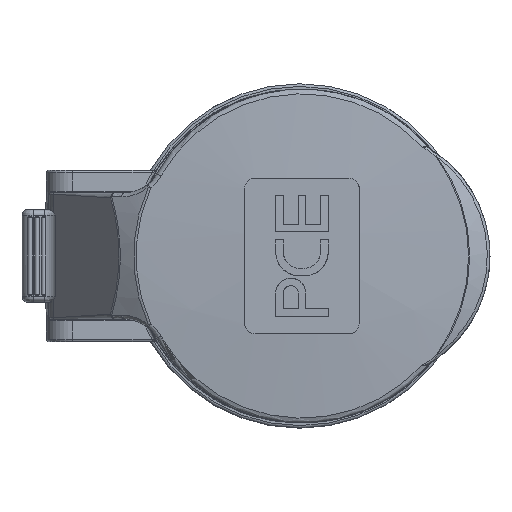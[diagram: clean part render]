
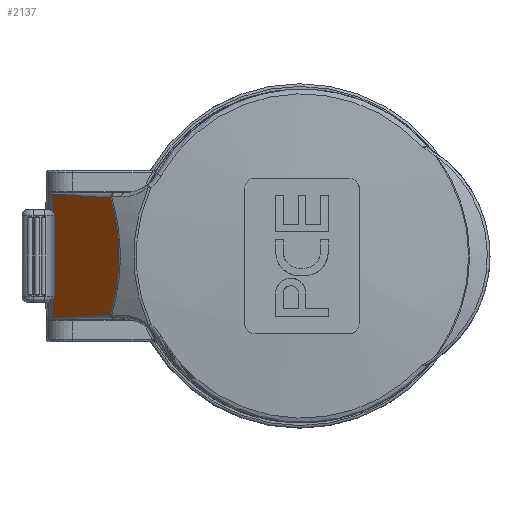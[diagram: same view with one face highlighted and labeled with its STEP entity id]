
A CAD part, left-side view. The second image highlights one B-rep face of the part: STEP entity #2137.
In plain terms, the highlighted planar face has unit normal (-0.574, 0.819, 0).
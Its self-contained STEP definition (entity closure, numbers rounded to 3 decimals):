
#727 = VECTOR ( 'NONE', #39685, 1000. ) ;
#941 = VERTEX_POINT ( 'NONE', #24803 ) ;
#1044 = EDGE_CURVE ( 'NONE', #30442, #941, #28446, .T. ) ;
#2137 = ADVANCED_FACE ( 'NONE', ( #33520 ), #19118, .F. ) ;
#2266 = ORIENTED_EDGE ( 'NONE', *, *, #17643, .T. ) ;
#2974 = VERTEX_POINT ( 'NONE', #34701 ) ;
#3027 = CARTESIAN_POINT ( 'NONE',  ( 12.682, 46.696, 12. ) ) ;
#3173 = CARTESIAN_POINT ( 'NONE',  ( -4.072, 34.964, 7.498 ) ) ;
#3961 = LINE ( 'NONE', #18794, #20252 ) ;
#4237 = ORIENTED_EDGE ( 'NONE', *, *, #4586, .T. ) ;
#4586 = EDGE_CURVE ( 'NONE', #18283, #24617, #21968, .T. ) ;
#5289 = CARTESIAN_POINT ( 'NONE',  ( 12.682, 46.696, -11.7 ) ) ;
#5888 = ORIENTED_EDGE ( 'NONE', *, *, #35729, .T. ) ;
#6318 = CARTESIAN_POINT ( 'NONE',  ( -3.473, 35.384, -9.257 ) ) ;
#6462 = CARTESIAN_POINT ( 'NONE',  ( -2.823, 35.839, 11. ) ) ;
#6667 = CARTESIAN_POINT ( 'NONE',  ( 12.682, 46.696, -8.243 ) ) ;
#7117 = B_SPLINE_CURVE_WITH_KNOTS ( 'NONE', 3,
 ( #12340, #31703, #19027, #41487 ),
 .UNSPECIFIED., .F., .F.,
 ( 4, 4 ),
 ( 0., 1. ),
 .UNSPECIFIED. ) ;
#7255 = ORIENTED_EDGE ( 'NONE', *, *, #21231, .T. ) ;
#8384 = VERTEX_POINT ( 'NONE', #17040 ) ;
#9585 = CARTESIAN_POINT ( 'NONE',  ( -4.28, 34.819, -6.556 ) ) ;
#9797 = CARTESIAN_POINT ( 'NONE',  ( 12.213, 46.367, -7.904 ) ) ;
#10290 = AXIS2_PLACEMENT_3D ( 'NONE', #19256, #18933, #18878 ) ;
#12340 = CARTESIAN_POINT ( 'NONE',  ( -2.823, 35.839, 11. ) ) ;
#12834 = CARTESIAN_POINT ( 'NONE',  ( -4.845, 34.423, -3.783 ) ) ;
#13106 = DIRECTION ( 'NONE',  ( 0., 0., -1. ) ) ;
#14118 = EDGE_CURVE ( 'NONE', #2974, #25950, #30425, .T. ) ;
#14791 = CARTESIAN_POINT ( 'NONE',  ( -2.823, 35.839, 11. ) ) ;
#16101 = CARTESIAN_POINT ( 'NONE',  ( -5.048, 34.281, -1.884 ) ) ;
#16213 = CARTESIAN_POINT ( 'NONE',  ( 12.443, 46.528, 8.084 ) ) ;
#16349 = CARTESIAN_POINT ( 'NONE',  ( 12.213, 46.367, 7.904 ) ) ;
#17040 = CARTESIAN_POINT ( 'NONE',  ( 12.682, 46.696, 11.7 ) ) ;
#17165 = CARTESIAN_POINT ( 'NONE',  ( 11.984, 46.207, 8.75 ) ) ;
#17171 = ORIENTED_EDGE ( 'NONE', *, *, #14118, .T. ) ;
#17643 = EDGE_CURVE ( 'NONE', #25950, #30442, #41117, .T. ) ;
#18283 = VERTEX_POINT ( 'NONE', #39247 ) ;
#18794 = CARTESIAN_POINT ( 'NONE',  ( 12.682, 46.696, 12. ) ) ;
#18878 = DIRECTION ( 'NONE',  ( 0.819, 0.574, 0. ) ) ;
#18933 = DIRECTION ( 'NONE',  ( 0.574, -0.819, 0. ) ) ;
#19026 = LINE ( 'NONE', #17165, #727 ) ;
#19027 = CARTESIAN_POINT ( 'NONE',  ( 7.514, 43.077, 11.7 ) ) ;
#19118 = PLANE ( 'NONE',  #10290 ) ;
#19256 = CARTESIAN_POINT ( 'NONE',  ( -7.281, 32.717, 12. ) ) ;
#19387 = CARTESIAN_POINT ( 'NONE',  ( -5.116, 34.234, -0.452 ) ) ;
#20252 = VECTOR ( 'NONE', #35942, 1000. ) ;
#20495 = VERTEX_POINT ( 'NONE', #14791 ) ;
#20793 = CARTESIAN_POINT ( 'NONE',  ( -2.823, 35.839, -11. ) ) ;
#20834 = CARTESIAN_POINT ( 'NONE',  ( 2.346, 39.458, -11. ) ) ;
#21231 = EDGE_CURVE ( 'NONE', #941, #20495, #33951, .T. ) ;
#21233 = CARTESIAN_POINT ( 'NONE',  ( 12.682, 46.696, -11.7 ) ) ;
#21486 = CARTESIAN_POINT ( 'NONE',  ( 7.514, 43.077, -11.7 ) ) ;
#21968 = B_SPLINE_CURVE_WITH_KNOTS ( 'NONE', 3,
 ( #35254, #16213, #16349, #34975 ),
 .UNSPECIFIED., .F., .F.,
 ( 4, 4 ),
 ( 0., 0.001 ),
 .UNSPECIFIED. ) ;
#22491 = CARTESIAN_POINT ( 'NONE',  ( -2.823, 35.839, -11. ) ) ;
#22631 = CARTESIAN_POINT ( 'NONE',  ( -4.889, 34.393, 3.795 ) ) ;
#22834 = CARTESIAN_POINT ( 'NONE',  ( 11.984, 46.207, -7.724 ) ) ;
#24577 = ORIENTED_EDGE ( 'NONE', *, *, #1044, .T. ) ;
#24617 = VERTEX_POINT ( 'NONE', #31946 ) ;
#24803 = CARTESIAN_POINT ( 'NONE',  ( -2.823, 35.839, -11. ) ) ;
#25618 = CARTESIAN_POINT ( 'NONE',  ( -3.16, 35.603, -10.135 ) ) ;
#25889 = CARTESIAN_POINT ( 'NONE',  ( -3.497, 35.367, 9.273 ) ) ;
#25950 = VERTEX_POINT ( 'NONE', #41457 ) ;
#26097 = CARTESIAN_POINT ( 'NONE',  ( 12.443, 46.528, -8.084 ) ) ;
#28446 = B_SPLINE_CURVE_WITH_KNOTS ( 'NONE', 3,
 ( #21233, #21486, #20834, #20793 ),
 .UNSPECIFIED., .F., .F.,
 ( 4, 4 ),
 ( 0., 1. ),
 .UNSPECIFIED. ) ;
#28983 = CARTESIAN_POINT ( 'NONE',  ( -4.033, 34.991, -7.466 ) ) ;
#29190 = EDGE_CURVE ( 'NONE', #8384, #18283, #3961, .T. ) ;
#30285 = ORIENTED_EDGE ( 'NONE', *, *, #34929, .T. ) ;
#30412 = EDGE_LOOP ( 'NONE', ( #7255, #30285, #40903, #4237, #5888, #17171, #2266, #24577 ) ) ;
#30425 = B_SPLINE_CURVE_WITH_KNOTS ( 'NONE', 3,
 ( #22834, #9797, #26097, #6667 ),
 .UNSPECIFIED., .F., .F.,
 ( 4, 4 ),
 ( 0., 0.001 ),
 .UNSPECIFIED. ) ;
#30442 = VERTEX_POINT ( 'NONE', #5289 ) ;
#31703 = CARTESIAN_POINT ( 'NONE',  ( 2.346, 39.458, 11. ) ) ;
#31946 = CARTESIAN_POINT ( 'NONE',  ( 11.984, 46.207, 7.724 ) ) ;
#32190 = CARTESIAN_POINT ( 'NONE',  ( -4.685, 34.535, -4.715 ) ) ;
#32606 = VECTOR ( 'NONE', #13106, 1000. ) ;
#33520 = FACE_OUTER_BOUND ( 'NONE', #30412, .T. ) ;
#33951 = B_SPLINE_CURVE_WITH_KNOTS ( 'NONE', 3,
 ( #22491, #25618, #6318, #28983, #9585, #32190, #12834, #35404, #16101, #38631, #19387, #41811, #22631, #3173, #25889, #6462 ),
 .UNSPECIFIED., .F., .F.,
 ( 4, 2, 2, 2, 2, 2, 2, 4 ),
 ( 0.001, 0.003, 0.006, 0.009, 0.011, 0.012, 0.018, 0.024 ),
 .UNSPECIFIED. ) ;
#34701 = CARTESIAN_POINT ( 'NONE',  ( 11.984, 46.207, -7.724 ) ) ;
#34929 = EDGE_CURVE ( 'NONE', #20495, #8384, #7117, .T. ) ;
#34975 = CARTESIAN_POINT ( 'NONE',  ( 11.984, 46.207, 7.724 ) ) ;
#35254 = CARTESIAN_POINT ( 'NONE',  ( 12.682, 46.696, 8.243 ) ) ;
#35404 = CARTESIAN_POINT ( 'NONE',  ( -5.007, 34.31, -2.362 ) ) ;
#35729 = EDGE_CURVE ( 'NONE', #24617, #2974, #19026, .T. ) ;
#35942 = DIRECTION ( 'NONE',  ( 0., 0., -1. ) ) ;
#38631 = CARTESIAN_POINT ( 'NONE',  ( -5.102, 34.243, -0.928 ) ) ;
#39247 = CARTESIAN_POINT ( 'NONE',  ( 12.682, 46.696, 8.243 ) ) ;
#39685 = DIRECTION ( 'NONE',  ( 0., 0., -1. ) ) ;
#40903 = ORIENTED_EDGE ( 'NONE', *, *, #29190, .T. ) ;
#41117 = LINE ( 'NONE', #3027, #32606 ) ;
#41457 = CARTESIAN_POINT ( 'NONE',  ( 12.682, 46.696, -8.243 ) ) ;
#41487 = CARTESIAN_POINT ( 'NONE',  ( 12.682, 46.696, 11.7 ) ) ;
#41811 = CARTESIAN_POINT ( 'NONE',  ( -5.113, 34.235, 1.922 ) ) ;
